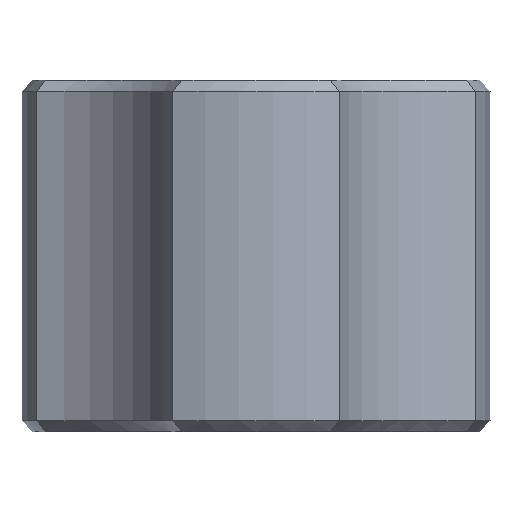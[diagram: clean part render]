
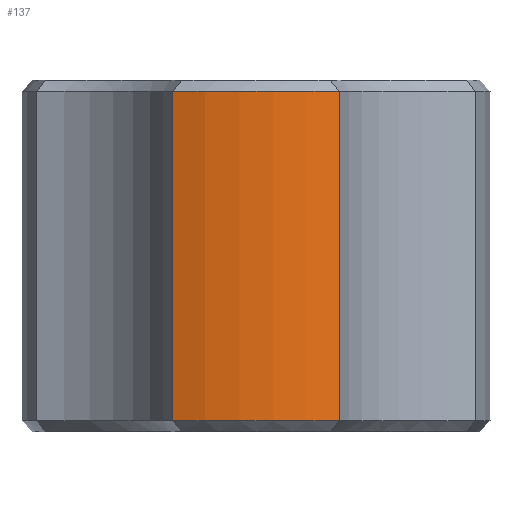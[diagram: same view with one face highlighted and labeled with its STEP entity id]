
A CAD part, front view. The second image highlights one B-rep face of the part: STEP entity #137.
In plain terms, the highlighted cylindrical face has radius 6.25 mm (diameter 12.5 mm), a partial arc.
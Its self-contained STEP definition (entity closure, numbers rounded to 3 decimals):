
#21 = EDGE_CURVE('',#22,#24,#26,.T.);
#22 = VERTEX_POINT('',#23);
#23 = CARTESIAN_POINT('',(-2.225,-5.841,0.3));
#24 = VERTEX_POINT('',#25);
#25 = CARTESIAN_POINT('',(-2.225,-5.841,9.075));
#26 = SURFACE_CURVE('',#27,(#31,#43),.PCURVE_S1.);
#27 = LINE('',#28,#29);
#28 = CARTESIAN_POINT('',(-2.225,-5.841,0.3));
#29 = VECTOR('',#30,1.);
#30 = DIRECTION('',(0.,0.,1.));
#31 = PCURVE('',#32,#37);
#32 = CYLINDRICAL_SURFACE('',#33,5.);
#33 = AXIS2_PLACEMENT_3D('',#34,#35,#36);
#34 = CARTESIAN_POINT('',(-7.071,-7.071,0.));
#35 = DIRECTION('',(0.,0.,1.));
#36 = DIRECTION('',(1.,0.,-0.));
#37 = DEFINITIONAL_REPRESENTATION('',(#38),#42);
#38 = LINE('',#39,#40);
#39 = CARTESIAN_POINT('',(0.249,0.3));
#40 = VECTOR('',#41,1.);
#41 = DIRECTION('',(0.,1.));
#42 = ( GEOMETRIC_REPRESENTATION_CONTEXT(2) 
PARAMETRIC_REPRESENTATION_CONTEXT() REPRESENTATION_CONTEXT('2D SPACE',''
  ) );
#43 = PCURVE('',#44,#49);
#44 = CYLINDRICAL_SURFACE('',#45,6.25);
#45 = AXIS2_PLACEMENT_3D('',#46,#47,#48);
#46 = CARTESIAN_POINT('',(0.,0.,0.));
#47 = DIRECTION('',(0.,0.,1.));
#48 = DIRECTION('',(1.,0.,-0.));
#49 = DEFINITIONAL_REPRESENTATION('',(#50),#54);
#50 = LINE('',#51,#52);
#51 = CARTESIAN_POINT('',(4.348,0.3));
#52 = VECTOR('',#53,1.);
#53 = DIRECTION('',(0.,1.));
#54 = ( GEOMETRIC_REPRESENTATION_CONTEXT(2) 
PARAMETRIC_REPRESENTATION_CONTEXT() REPRESENTATION_CONTEXT('2D SPACE',''
  ) );
#137 = ADVANCED_FACE('',(#138),#44,.T.);
#138 = FACE_BOUND('',#139,.T.);
#139 = EDGE_LOOP('',(#140,#141,#169,#197));
#140 = ORIENTED_EDGE('',*,*,#21,.F.);
#141 = ORIENTED_EDGE('',*,*,#142,.F.);
#142 = EDGE_CURVE('',#143,#22,#145,.T.);
#143 = VERTEX_POINT('',#144);
#144 = CARTESIAN_POINT('',(2.225,-5.841,0.3));
#145 = SURFACE_CURVE('',#146,(#151,#157),.PCURVE_S1.);
#146 = CIRCLE('',#147,6.25);
#147 = AXIS2_PLACEMENT_3D('',#148,#149,#150);
#148 = CARTESIAN_POINT('',(0.,0.,0.3));
#149 = DIRECTION('',(0.,0.,-1.));
#150 = DIRECTION('',(1.,0.,0.));
#151 = PCURVE('',#44,#152);
#152 = DEFINITIONAL_REPRESENTATION('',(#153),#156);
#153 = B_SPLINE_CURVE_WITH_KNOTS('',1,(#154,#155),.UNSPECIFIED.,.F.,.F.,
  (2,2),(1.207,1.935),.PIECEWISE_BEZIER_KNOTS.);
#154 = CARTESIAN_POINT('',(5.076,0.3));
#155 = CARTESIAN_POINT('',(4.348,0.3));
#156 = ( GEOMETRIC_REPRESENTATION_CONTEXT(2) 
PARAMETRIC_REPRESENTATION_CONTEXT() REPRESENTATION_CONTEXT('2D SPACE',''
  ) );
#157 = PCURVE('',#158,#163);
#158 = CONICAL_SURFACE('',#159,6.1,0.785);
#159 = AXIS2_PLACEMENT_3D('',#160,#161,#162);
#160 = CARTESIAN_POINT('',(0.,0.,0.15));
#161 = DIRECTION('',(0.,0.,1.));
#162 = DIRECTION('',(1.,0.,-0.));
#163 = DEFINITIONAL_REPRESENTATION('',(#164),#168);
#164 = LINE('',#165,#166);
#165 = CARTESIAN_POINT('',(6.283,0.15));
#166 = VECTOR('',#167,1.);
#167 = DIRECTION('',(-1.,0.));
#168 = ( GEOMETRIC_REPRESENTATION_CONTEXT(2) 
PARAMETRIC_REPRESENTATION_CONTEXT() REPRESENTATION_CONTEXT('2D SPACE',''
  ) );
#169 = ORIENTED_EDGE('',*,*,#170,.T.);
#170 = EDGE_CURVE('',#143,#171,#173,.T.);
#171 = VERTEX_POINT('',#172);
#172 = CARTESIAN_POINT('',(2.225,-5.841,9.075));
#173 = SURFACE_CURVE('',#174,(#178,#185),.PCURVE_S1.);
#174 = LINE('',#175,#176);
#175 = CARTESIAN_POINT('',(2.225,-5.841,0.3));
#176 = VECTOR('',#177,1.);
#177 = DIRECTION('',(0.,0.,1.));
#178 = PCURVE('',#44,#179);
#179 = DEFINITIONAL_REPRESENTATION('',(#180),#184);
#180 = LINE('',#181,#182);
#181 = CARTESIAN_POINT('',(5.076,0.3));
#182 = VECTOR('',#183,1.);
#183 = DIRECTION('',(0.,1.));
#184 = ( GEOMETRIC_REPRESENTATION_CONTEXT(2) 
PARAMETRIC_REPRESENTATION_CONTEXT() REPRESENTATION_CONTEXT('2D SPACE',''
  ) );
#185 = PCURVE('',#186,#191);
#186 = CYLINDRICAL_SURFACE('',#187,5.);
#187 = AXIS2_PLACEMENT_3D('',#188,#189,#190);
#188 = CARTESIAN_POINT('',(7.071,-7.071,0.));
#189 = DIRECTION('',(0.,0.,1.));
#190 = DIRECTION('',(1.,0.,-0.));
#191 = DEFINITIONAL_REPRESENTATION('',(#192),#196);
#192 = LINE('',#193,#194);
#193 = CARTESIAN_POINT('',(2.893,0.3));
#194 = VECTOR('',#195,1.);
#195 = DIRECTION('',(0.,1.));
#196 = ( GEOMETRIC_REPRESENTATION_CONTEXT(2) 
PARAMETRIC_REPRESENTATION_CONTEXT() REPRESENTATION_CONTEXT('2D SPACE',''
  ) );
#197 = ORIENTED_EDGE('',*,*,#198,.F.);
#198 = EDGE_CURVE('',#24,#171,#199,.T.);
#199 = SURFACE_CURVE('',#200,(#205,#211),.PCURVE_S1.);
#200 = CIRCLE('',#201,6.25);
#201 = AXIS2_PLACEMENT_3D('',#202,#203,#204);
#202 = CARTESIAN_POINT('',(0.,0.,9.075));
#203 = DIRECTION('',(0.,0.,1.));
#204 = DIRECTION('',(1.,0.,-0.));
#205 = PCURVE('',#44,#206);
#206 = DEFINITIONAL_REPRESENTATION('',(#207),#210);
#207 = B_SPLINE_CURVE_WITH_KNOTS('',1,(#208,#209),.UNSPECIFIED.,.F.,.F.,
  (2,2),(4.348,5.076),.PIECEWISE_BEZIER_KNOTS.);
#208 = CARTESIAN_POINT('',(4.348,9.075));
#209 = CARTESIAN_POINT('',(5.076,9.075));
#210 = ( GEOMETRIC_REPRESENTATION_CONTEXT(2) 
PARAMETRIC_REPRESENTATION_CONTEXT() REPRESENTATION_CONTEXT('2D SPACE',''
  ) );
#211 = PCURVE('',#212,#217);
#212 = CONICAL_SURFACE('',#213,6.1,0.785);
#213 = AXIS2_PLACEMENT_3D('',#214,#215,#216);
#214 = CARTESIAN_POINT('',(0.,0.,9.225));
#215 = DIRECTION('',(0.,0.,-1.));
#216 = DIRECTION('',(1.,0.,0.));
#217 = DEFINITIONAL_REPRESENTATION('',(#218),#222);
#218 = LINE('',#219,#220);
#219 = CARTESIAN_POINT('',(6.283,0.15));
#220 = VECTOR('',#221,1.);
#221 = DIRECTION('',(-1.,0.));
#222 = ( GEOMETRIC_REPRESENTATION_CONTEXT(2) 
PARAMETRIC_REPRESENTATION_CONTEXT() REPRESENTATION_CONTEXT('2D SPACE',''
  ) );
